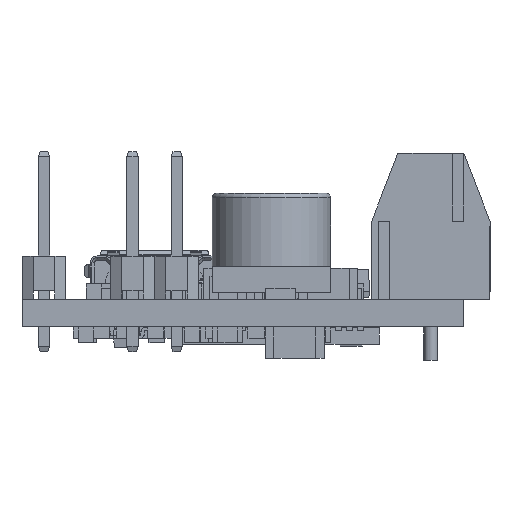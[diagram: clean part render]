
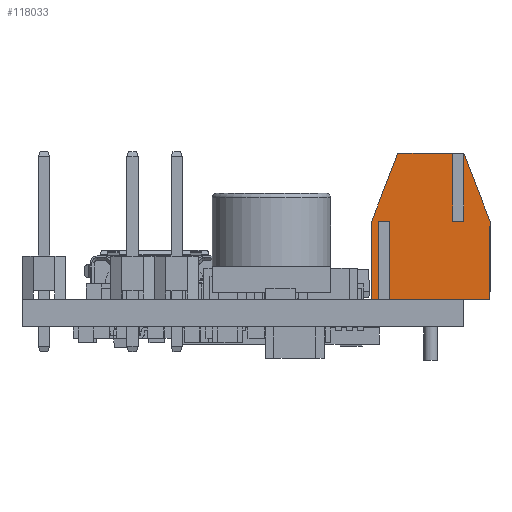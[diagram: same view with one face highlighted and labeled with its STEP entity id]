
A CAD part, front view. The second image highlights one B-rep face of the part: STEP entity #118033.
In plain terms, the highlighted planar face has unit normal (0, -1, 0).
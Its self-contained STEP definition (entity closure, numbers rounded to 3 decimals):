
#1889 = ORIENTED_EDGE ( 'NONE', *, *, #17153, .T. ) ;
#3900 = CARTESIAN_POINT ( 'NONE',  ( 24.745, 8.24, 9.975 ) ) ;
#4328 = CARTESIAN_POINT ( 'NONE',  ( 20.465, 8.24, 1.575 ) ) ;
#4369 = ORIENTED_EDGE ( 'NONE', *, *, #112282, .F. ) ;
#6888 = CARTESIAN_POINT ( 'NONE',  ( 26.895, 8.24, 6.075 ) ) ;
#7263 = CARTESIAN_POINT ( 'NONE',  ( 20.095, 8.24, 6.075 ) ) ;
#12136 = VECTOR ( 'NONE', #68431, 1000. ) ;
#12733 = CARTESIAN_POINT ( 'NONE',  ( 25.395, 8.24, 9.975 ) ) ;
#15428 = VERTEX_POINT ( 'NONE', #6888 ) ;
#16808 = EDGE_CURVE ( 'NONE', #15428, #49799, #85220, .T. ) ;
#16965 = DIRECTION ( 'NONE',  ( 1., 0., 0. ) ) ;
#17153 = EDGE_CURVE ( 'NONE', #113004, #107699, #113373, .T. ) ;
#18168 = CARTESIAN_POINT ( 'NONE',  ( 21.115, 8.24, 1.575 ) ) ;
#18500 = AXIS2_PLACEMENT_3D ( 'NONE', #119758, #98335, #108619 ) ;
#19154 = LINE ( 'NONE', #49941, #44189 ) ;
#19553 = EDGE_CURVE ( 'NONE', #33456, #49799, #129654, .T. ) ;
#21638 = VECTOR ( 'NONE', #103303, 1000. ) ;
#24797 = VECTOR ( 'NONE', #54817, 1000. ) ;
#28010 = CARTESIAN_POINT ( 'NONE',  ( 20.465, 8.24, 6.075 ) ) ;
#28572 = EDGE_CURVE ( 'NONE', #74328, #113004, #120463, .T. ) ;
#28759 = LINE ( 'NONE', #70199, #30509 ) ;
#30509 = VECTOR ( 'NONE', #16965, 1000. ) ;
#32234 = ORIENTED_EDGE ( 'NONE', *, *, #55414, .T. ) ;
#33456 = VERTEX_POINT ( 'NONE', #107818 ) ;
#35129 = CARTESIAN_POINT ( 'NONE',  ( 24.745, 8.24, 9.975 ) ) ;
#36332 = EDGE_CURVE ( 'NONE', #84015, #15428, #19154, .T. ) ;
#37427 = CARTESIAN_POINT ( 'NONE',  ( 24.745, 8.24, 6.075 ) ) ;
#41559 = ORIENTED_EDGE ( 'NONE', *, *, #81625, .T. ) ;
#44189 = VECTOR ( 'NONE', #124478, 1000. ) ;
#45182 = EDGE_CURVE ( 'NONE', #136733, #131227, #88402, .T. ) ;
#47174 = CARTESIAN_POINT ( 'NONE',  ( 20.095, 8.24, 1.575 ) ) ;
#49130 = ORIENTED_EDGE ( 'NONE', *, *, #129237, .F. ) ;
#49799 = VERTEX_POINT ( 'NONE', #97331 ) ;
#49941 = CARTESIAN_POINT ( 'NONE',  ( 26.895, 8.24, 1.575 ) ) ;
#50963 = ORIENTED_EDGE ( 'NONE', *, *, #102884, .F. ) ;
#54727 = VECTOR ( 'NONE', #105038, 1000. ) ;
#54817 = DIRECTION ( 'NONE',  ( -1., 0., 0. ) ) ;
#54882 = CARTESIAN_POINT ( 'NONE',  ( 20.465, 8.24, 6.075 ) ) ;
#55414 = EDGE_CURVE ( 'NONE', #107699, #133576, #80981, .T. ) ;
#55988 = ORIENTED_EDGE ( 'NONE', *, *, #19553, .F. ) ;
#57707 = DIRECTION ( 'NONE',  ( -0.359, 0., 0.933 ) ) ;
#58176 = CARTESIAN_POINT ( 'NONE',  ( 26.895, 8.24, 6.075 ) ) ;
#59348 = CARTESIAN_POINT ( 'NONE',  ( 20.095, 8.24, 1.575 ) ) ;
#59356 = VERTEX_POINT ( 'NONE', #3900 ) ;
#64197 = LINE ( 'NONE', #35129, #126860 ) ;
#68431 = DIRECTION ( 'NONE',  ( 0., 0., 1. ) ) ;
#69456 = ORIENTED_EDGE ( 'NONE', *, *, #36332, .T. ) ;
#69825 = LINE ( 'NONE', #4328, #78099 ) ;
#70199 = CARTESIAN_POINT ( 'NONE',  ( 24.745, 8.24, 6.075 ) ) ;
#70272 = VECTOR ( 'NONE', #57707, 1000. ) ;
#71587 = LINE ( 'NONE', #47174, #96531 ) ;
#72367 = DIRECTION ( 'NONE',  ( -1., 0., 0. ) ) ;
#72682 = CARTESIAN_POINT ( 'NONE',  ( 21.595, 8.24, 9.975 ) ) ;
#73691 = ORIENTED_EDGE ( 'NONE', *, *, #92945, .F. ) ;
#74308 = CARTESIAN_POINT ( 'NONE',  ( 25.395, 8.24, 9.975 ) ) ;
#74328 = VERTEX_POINT ( 'NONE', #78739 ) ;
#75308 = FACE_OUTER_BOUND ( 'NONE', #94417, .T. ) ;
#78099 = VECTOR ( 'NONE', #99886, 1000. ) ;
#78739 = CARTESIAN_POINT ( 'NONE',  ( 21.595, 8.24, 9.975 ) ) ;
#78864 = CARTESIAN_POINT ( 'NONE',  ( 21.115, 8.24, 6.075 ) ) ;
#79878 = DIRECTION ( 'NONE',  ( 1., 0., 0. ) ) ;
#80981 = LINE ( 'NONE', #59348, #134255 ) ;
#81581 = LINE ( 'NONE', #12733, #24797 ) ;
#81625 = EDGE_CURVE ( 'NONE', #122220, #84015, #71587, .T. ) ;
#84015 = VERTEX_POINT ( 'NONE', #138046 ) ;
#84738 = VERTEX_POINT ( 'NONE', #37427 ) ;
#85220 = LINE ( 'NONE', #58176, #70272 ) ;
#88402 = LINE ( 'NONE', #28010, #113351 ) ;
#92945 = EDGE_CURVE ( 'NONE', #84738, #33456, #28759, .T. ) ;
#93963 = CARTESIAN_POINT ( 'NONE',  ( 20.095, 8.24, 1.575 ) ) ;
#94295 = ORIENTED_EDGE ( 'NONE', *, *, #45182, .F. ) ;
#94417 = EDGE_LOOP ( 'NONE', ( #55988, #73691, #4369, #114881, #119393, #1889, #32234, #49130, #94295, #50963, #41559, #69456, #114890 ) ) ;
#95491 = VECTOR ( 'NONE', #103798, 1000. ) ;
#96531 = VECTOR ( 'NONE', #121276, 1000. ) ;
#96544 = PLANE ( 'NONE',  #18500 ) ;
#97331 = CARTESIAN_POINT ( 'NONE',  ( 25.395, 8.24, 9.975 ) ) ;
#98335 = DIRECTION ( 'NONE',  ( 0., -1., 0. ) ) ;
#99886 = DIRECTION ( 'NONE',  ( 0., 0., -1. ) ) ;
#102884 = EDGE_CURVE ( 'NONE', #122220, #136733, #133864, .T. ) ;
#103303 = DIRECTION ( 'NONE',  ( 0., 0., -1. ) ) ;
#103798 = DIRECTION ( 'NONE',  ( -0.359, 0., -0.933 ) ) ;
#105038 = DIRECTION ( 'NONE',  ( 0., 0., 1. ) ) ;
#107699 = VERTEX_POINT ( 'NONE', #93963 ) ;
#107818 = CARTESIAN_POINT ( 'NONE',  ( 25.395, 8.24, 6.075 ) ) ;
#108619 = DIRECTION ( 'NONE',  ( 0., 0., -1. ) ) ;
#109748 = DIRECTION ( 'NONE',  ( 0., 0., -1. ) ) ;
#112282 = EDGE_CURVE ( 'NONE', #59356, #84738, #64197, .T. ) ;
#113004 = VERTEX_POINT ( 'NONE', #132844 ) ;
#113351 = VECTOR ( 'NONE', #72367, 1000. ) ;
#113373 = LINE ( 'NONE', #7263, #21638 ) ;
#114881 = ORIENTED_EDGE ( 'NONE', *, *, #129069, .T. ) ;
#114890 = ORIENTED_EDGE ( 'NONE', *, *, #16808, .T. ) ;
#118033 = ADVANCED_FACE ( 'NONE', ( #75308 ), #96544, .T. ) ;
#119393 = ORIENTED_EDGE ( 'NONE', *, *, #28572, .T. ) ;
#119758 = CARTESIAN_POINT ( 'NONE',  ( 23.495, 8.24, 1.575 ) ) ;
#120463 = LINE ( 'NONE', #72682, #95491 ) ;
#121012 = CARTESIAN_POINT ( 'NONE',  ( 21.115, 8.24, 1.575 ) ) ;
#121276 = DIRECTION ( 'NONE',  ( 1., 0., 0. ) ) ;
#122220 = VERTEX_POINT ( 'NONE', #18168 ) ;
#124478 = DIRECTION ( 'NONE',  ( 0., 0., 1. ) ) ;
#125921 = CARTESIAN_POINT ( 'NONE',  ( 20.465, 8.24, 1.575 ) ) ;
#126860 = VECTOR ( 'NONE', #109748, 1000. ) ;
#129069 = EDGE_CURVE ( 'NONE', #59356, #74328, #81581, .T. ) ;
#129237 = EDGE_CURVE ( 'NONE', #131227, #133576, #69825, .T. ) ;
#129654 = LINE ( 'NONE', #74308, #54727 ) ;
#131227 = VERTEX_POINT ( 'NONE', #54882 ) ;
#132844 = CARTESIAN_POINT ( 'NONE',  ( 20.095, 8.24, 6.075 ) ) ;
#133576 = VERTEX_POINT ( 'NONE', #125921 ) ;
#133864 = LINE ( 'NONE', #121012, #12136 ) ;
#134255 = VECTOR ( 'NONE', #79878, 1000. ) ;
#136733 = VERTEX_POINT ( 'NONE', #78864 ) ;
#138046 = CARTESIAN_POINT ( 'NONE',  ( 26.895, 8.24, 1.575 ) ) ;
